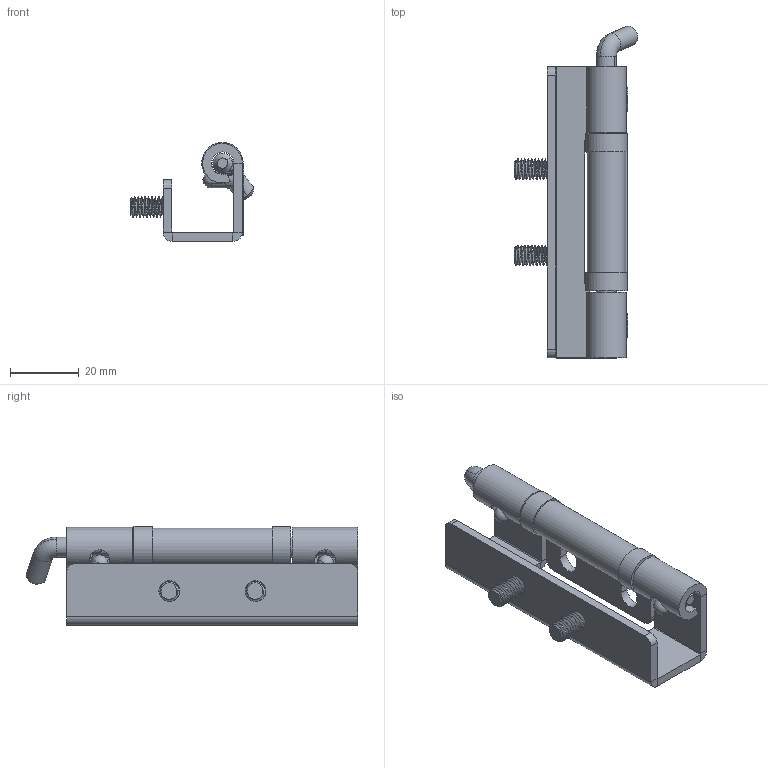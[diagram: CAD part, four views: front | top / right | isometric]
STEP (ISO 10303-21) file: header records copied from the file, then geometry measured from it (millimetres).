
FILE_DESCRIPTION (( 'STEP AP203' ), '1' );
FILE_NAME ('MG09.2.1.V1.1.CINKO.STEP', '2022-07-29T07:59:30', ( '' ), ( '' ), 'SwSTEP 2.0', 'SolidWorks 2021', '' );
FILE_SCHEMA (( 'CONFIG_CONTROL_DESIGN' ));
Length unit declared in the file: millimetre
Products named in the file (1): MG09.2.1.V1.1.CINKO
Bounding box: 35.82 x 96.33 x 28.75 mm (x, y, z)
Surface area: 15411.2 mm2 (no closed solid volume)
Topology: 0 solids, 12 shells, 235 faces, 625 edges, 386 vertices
Faces by surface type: cylinder 83, plane 64, bspline 64, cone 18, sphere 4, torus 2
Entity records: 28720 total; most frequent: CARTESIAN_POINT 23743, ORIENTED_EDGE 1077, DIRECTION 865, EDGE_CURVE 617, VERTEX_POINT 382, AXIS2_PLACEMENT_3D 328, EDGE_LOOP 251, FACE_OUTER_BOUND 235
